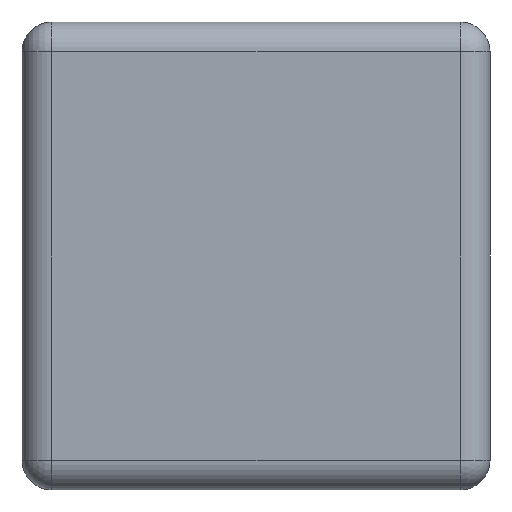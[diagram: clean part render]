
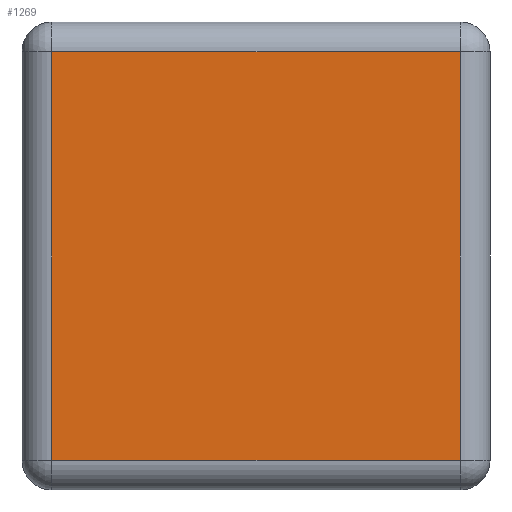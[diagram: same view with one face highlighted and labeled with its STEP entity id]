
A CAD part, left-side view. The second image highlights one B-rep face of the part: STEP entity #1269.
In plain terms, the highlighted planar face has unit normal (-1, 0, 0).
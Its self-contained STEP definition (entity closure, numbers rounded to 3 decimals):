
#146 = CARTESIAN_POINT ( 'NONE',  ( -0.55, 1.145, -1.145 ) ) ;
#187 = EDGE_LOOP ( 'NONE', ( #1601, #1585, #812, #2357 ) ) ;
#294 = CARTESIAN_POINT ( 'NONE',  ( -0.55, 0.055, -0.055 ) ) ;
#450 = CARTESIAN_POINT ( 'NONE',  ( -0.55, 0.055, -1.145 ) ) ;
#587 = VECTOR ( 'NONE', #914, 1000. ) ;
#591 = DIRECTION ( 'NONE',  ( 0., -1., 0. ) ) ;
#640 = VECTOR ( 'NONE', #591, 1000. ) ;
#692 = LINE ( 'NONE', #1420, #1268 ) ;
#736 = LINE ( 'NONE', #1281, #587 ) ;
#763 = EDGE_CURVE ( 'NONE', #2375, #1260, #736, .T. ) ;
#812 = ORIENTED_EDGE ( 'NONE', *, *, #1591, .T. ) ;
#851 = VECTOR ( 'NONE', #1789, 1000. ) ;
#868 = PLANE ( 'NONE',  #996 ) ;
#914 = DIRECTION ( 'NONE',  ( 0., 1., 0. ) ) ;
#996 = AXIS2_PLACEMENT_3D ( 'NONE', #1246, #1410, #1083 ) ;
#1083 = DIRECTION ( 'NONE',  ( 0., 1., 0. ) ) ;
#1210 = LINE ( 'NONE', #1569, #851 ) ;
#1223 = EDGE_CURVE ( 'NONE', #1260, #1247, #692, .T. ) ;
#1246 = CARTESIAN_POINT ( 'NONE',  ( -0.55, 0., 0. ) ) ;
#1247 = VERTEX_POINT ( 'NONE', #146 ) ;
#1260 = VERTEX_POINT ( 'NONE', #2150 ) ;
#1268 = VECTOR ( 'NONE', #2165, 1000. ) ;
#1269 = ADVANCED_FACE ( 'NONE', ( #1639 ), #868, .F. ) ;
#1281 = CARTESIAN_POINT ( 'NONE',  ( -0.55, 0., -0.055 ) ) ;
#1410 = DIRECTION ( 'NONE',  ( 1., 0., 0. ) ) ;
#1420 = CARTESIAN_POINT ( 'NONE',  ( -0.55, 1.145, 0. ) ) ;
#1471 = LINE ( 'NONE', #2185, #640 ) ;
#1530 = VERTEX_POINT ( 'NONE', #450 ) ;
#1569 = CARTESIAN_POINT ( 'NONE',  ( -0.55, 0.055, 0. ) ) ;
#1585 = ORIENTED_EDGE ( 'NONE', *, *, #2226, .T. ) ;
#1591 = EDGE_CURVE ( 'NONE', #1530, #2375, #1210, .T. ) ;
#1601 = ORIENTED_EDGE ( 'NONE', *, *, #1223, .T. ) ;
#1639 = FACE_OUTER_BOUND ( 'NONE', #187, .T. ) ;
#1789 = DIRECTION ( 'NONE',  ( 0., 0., 1. ) ) ;
#2150 = CARTESIAN_POINT ( 'NONE',  ( -0.55, 1.145, -0.055 ) ) ;
#2165 = DIRECTION ( 'NONE',  ( 0., 0., -1. ) ) ;
#2185 = CARTESIAN_POINT ( 'NONE',  ( -0.55, 0., -1.145 ) ) ;
#2226 = EDGE_CURVE ( 'NONE', #1247, #1530, #1471, .T. ) ;
#2357 = ORIENTED_EDGE ( 'NONE', *, *, #763, .T. ) ;
#2375 = VERTEX_POINT ( 'NONE', #294 ) ;
